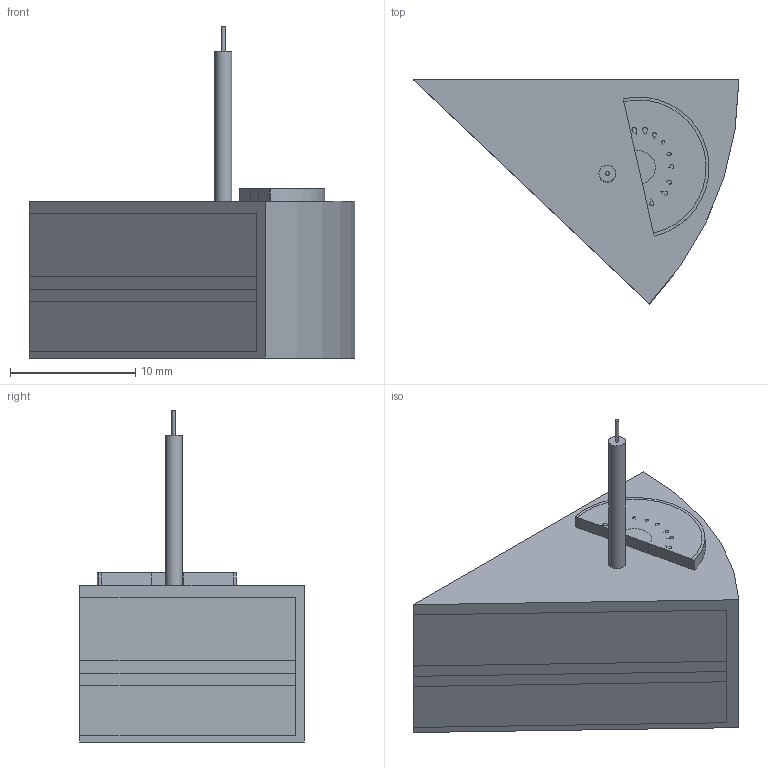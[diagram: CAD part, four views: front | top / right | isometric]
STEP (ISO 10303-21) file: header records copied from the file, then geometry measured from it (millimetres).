
FILE_DESCRIPTION(/* description */ (''),/* implementation_level */ '2;1');
FILE_NAME(/* name */ 'cup cake.step',/* time_stamp */ '2025-12-24T01:07:35Z',/* author */ (''),/* organization */ (''),/* preprocessor_version */ 'ST-DEVELOPER v20.1',/* originating_system */ 'Autodesk Translation Framework v14.21.0.0',/* authorisation */ '');
FILE_SCHEMA (('AUTOMOTIVE_DESIGN { 1 0 10303 214 3 1 1 }'));
Length unit declared in the file: millimetre
Products named in the file (1): 2025-12-14-23-50-06-808
Bounding box: 26 x 17.9 x 26.5 mm (x, y, z)
Volume: 3274.5 mm3; surface area: 4434.1 mm2
Topology: 18 solids, 18 shells, 140 faces, 282 edges, 188 vertices
Faces by surface type: plane 99, cylinder 41
Full cylindrical faces by diameter (mm): 0.311 x1, 1.345 x1
Entity records: 3779 total; most frequent: DIRECTION 646, CARTESIAN_POINT 611, ORIENTED_EDGE 564, EDGE_CURVE 282, AXIS2_PLACEMENT_3D 223, LINE 200, VECTOR 200, VERTEX_POINT 188
